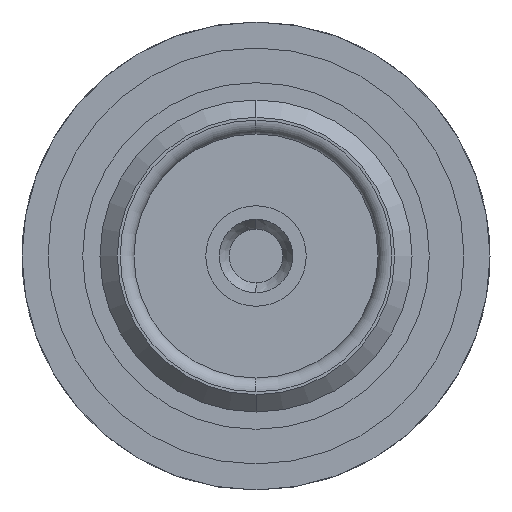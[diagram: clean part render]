
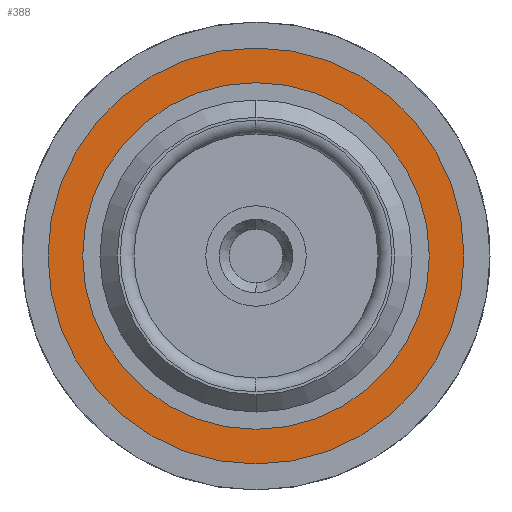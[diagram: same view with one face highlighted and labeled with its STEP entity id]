
A CAD part, left-side view. The second image highlights one B-rep face of the part: STEP entity #388.
In plain terms, the highlighted planar face has unit normal (-1, 0, 0).
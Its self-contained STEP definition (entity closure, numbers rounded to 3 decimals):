
#28 = CARTESIAN_POINT ( 'NONE',  ( 7.8, 5., 0. ) ) ;
#109 = ORIENTED_EDGE ( 'NONE', *, *, #2333, .F. ) ;
#207 = CIRCLE ( 'NONE', #2064, 6. ) ;
#341 = DIRECTION ( 'NONE',  ( 0., 0., 1. ) ) ;
#344 = AXIS2_PLACEMENT_3D ( 'NONE', #28, #1483, #985 ) ;
#362 = DIRECTION ( 'NONE',  ( -1., 0., 0. ) ) ;
#369 = CIRCLE ( 'NONE', #538, 5. ) ;
#388 = ADVANCED_FACE ( 'NONE', ( #1495, #1898 ), #585, .T. ) ;
#538 = AXIS2_PLACEMENT_3D ( 'NONE', #866, #362, #341 ) ;
#585 = PLANE ( 'NONE',  #344 ) ;
#671 = ORIENTED_EDGE ( 'NONE', *, *, #2101, .T. ) ;
#866 = CARTESIAN_POINT ( 'NONE',  ( 7.8, 0., 0. ) ) ;
#875 = CIRCLE ( 'NONE', #1949, 6. ) ;
#918 = AXIS2_PLACEMENT_3D ( 'NONE', #2173, #2146, #1595 ) ;
#970 = DIRECTION ( 'NONE',  ( 0., 0., 1. ) ) ;
#985 = DIRECTION ( 'NONE',  ( 0., 0., 1. ) ) ;
#1006 = CARTESIAN_POINT ( 'NONE',  ( 7.8, 0., 6. ) ) ;
#1013 = CARTESIAN_POINT ( 'NONE',  ( 7.8, 0., 0. ) ) ;
#1072 = CIRCLE ( 'NONE', #918, 5. ) ;
#1351 = CARTESIAN_POINT ( 'NONE',  ( 7.8, 0., -6. ) ) ;
#1353 = EDGE_LOOP ( 'NONE', ( #671, #1916 ) ) ;
#1408 = EDGE_LOOP ( 'NONE', ( #109, #1817 ) ) ;
#1483 = DIRECTION ( 'NONE',  ( -1., 0., 0. ) ) ;
#1495 = FACE_OUTER_BOUND ( 'NONE', #1353, .T. ) ;
#1557 = DIRECTION ( 'NONE',  ( 0., 0., 1. ) ) ;
#1595 = DIRECTION ( 'NONE',  ( 0., 0., 1. ) ) ;
#1626 = VERTEX_POINT ( 'NONE', #1006 ) ;
#1631 = EDGE_CURVE ( 'NONE', #1986, #1626, #207, .T. ) ;
#1698 = VERTEX_POINT ( 'NONE', #1893 ) ;
#1740 = DIRECTION ( 'NONE',  ( -1., 0., 0. ) ) ;
#1789 = VERTEX_POINT ( 'NONE', #2166 ) ;
#1817 = ORIENTED_EDGE ( 'NONE', *, *, #2134, .F. ) ;
#1870 = CARTESIAN_POINT ( 'NONE',  ( 7.8, 0., 0. ) ) ;
#1893 = CARTESIAN_POINT ( 'NONE',  ( 7.8, 0., -5. ) ) ;
#1898 = FACE_BOUND ( 'NONE', #1408, .T. ) ;
#1916 = ORIENTED_EDGE ( 'NONE', *, *, #1631, .T. ) ;
#1949 = AXIS2_PLACEMENT_3D ( 'NONE', #1013, #1740, #1557 ) ;
#1986 = VERTEX_POINT ( 'NONE', #1351 ) ;
#2064 = AXIS2_PLACEMENT_3D ( 'NONE', #1870, #2284, #970 ) ;
#2101 = EDGE_CURVE ( 'NONE', #1626, #1986, #875, .T. ) ;
#2134 = EDGE_CURVE ( 'NONE', #1698, #1789, #1072, .T. ) ;
#2146 = DIRECTION ( 'NONE',  ( -1., 0., 0. ) ) ;
#2166 = CARTESIAN_POINT ( 'NONE',  ( 7.8, 0., 5. ) ) ;
#2173 = CARTESIAN_POINT ( 'NONE',  ( 7.8, 0., 0. ) ) ;
#2284 = DIRECTION ( 'NONE',  ( -1., 0., 0. ) ) ;
#2333 = EDGE_CURVE ( 'NONE', #1789, #1698, #369, .T. ) ;
